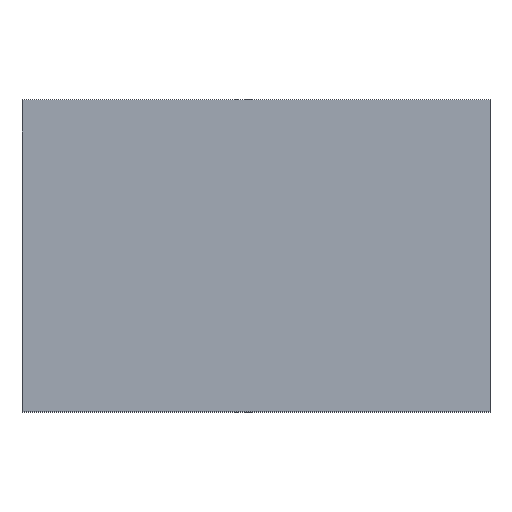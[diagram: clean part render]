
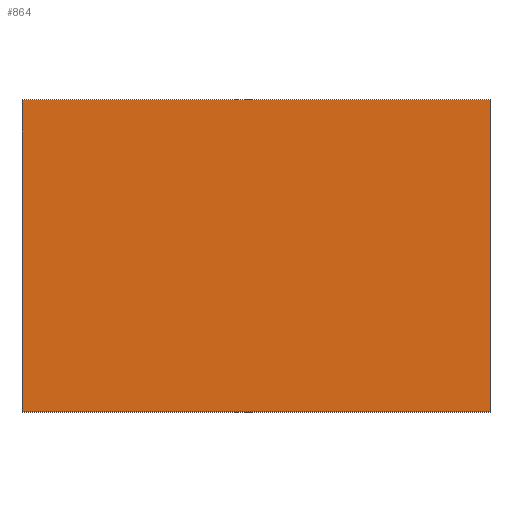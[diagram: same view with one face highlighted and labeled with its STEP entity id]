
A CAD part, top view. The second image highlights one B-rep face of the part: STEP entity #864.
In plain terms, the highlighted planar face has unit normal (0, 0, 1).
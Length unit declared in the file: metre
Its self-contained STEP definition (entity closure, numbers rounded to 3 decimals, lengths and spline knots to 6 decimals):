
#97=ORIENTED_EDGE('',*,*,#291,.F.);
#98=ORIENTED_EDGE('',*,*,#311,.T.);
#99=ORIENTED_EDGE('',*,*,#314,.T.);
#100=ORIENTED_EDGE('',*,*,#316,.F.);
#291=EDGE_CURVE('',#411,#412,#491,.T.);
#311=EDGE_CURVE('',#411,#430,#511,.T.);
#314=EDGE_CURVE('',#430,#432,#514,.T.);
#316=EDGE_CURVE('',#412,#432,#516,.T.);
#411=VERTEX_POINT('',#1396);
#412=VERTEX_POINT('',#1398);
#430=VERTEX_POINT('',#1436);
#432=VERTEX_POINT('',#1442);
#491=LINE('',#1397,#611);
#511=LINE('',#1437,#631);
#514=LINE('',#1443,#634);
#516=LINE('',#1447,#636);
#611=VECTOR('',#1188,1.);
#631=VECTOR('',#1210,1.);
#634=VECTOR('',#1215,1.);
#636=VECTOR('',#1219,1.);
#733=EDGE_LOOP('',(#97,#98,#99,#100));
#777=FACE_BOUND('',#733,.T.);
#821=PLANE('',#1143);
#864=ADVANCED_FACE('',(#777),#821,.T.);
#1143=AXIS2_PLACEMENT_3D('',#1479,#1236,#1237);
#1188=DIRECTION('',(1.,0.,0.));
#1210=DIRECTION('',(0.,-1.,0.));
#1215=DIRECTION('',(1.,0.,0.));
#1219=DIRECTION('',(0.,-1.,0.));
#1236=DIRECTION('',(0.,0.,1.));
#1237=DIRECTION('',(1.,0.,0.));
#1396=CARTESIAN_POINT('',(-0.001138,0.001323,0.00075));
#1397=CARTESIAN_POINT('',(0.000362,0.001323,0.00075));
#1398=CARTESIAN_POINT('',(0.001862,0.001323,0.00075));
#1436=CARTESIAN_POINT('',(-0.001138,-0.000677,0.00075));
#1437=CARTESIAN_POINT('',(-0.001138,0.000323,0.00075));
#1442=CARTESIAN_POINT('',(0.001862,-0.000677,0.00075));
#1443=CARTESIAN_POINT('',(0.000362,-0.000677,0.00075));
#1447=CARTESIAN_POINT('',(0.001862,0.000323,0.00075));
#1479=CARTESIAN_POINT('',(0.000362,0.000323,0.00075));
